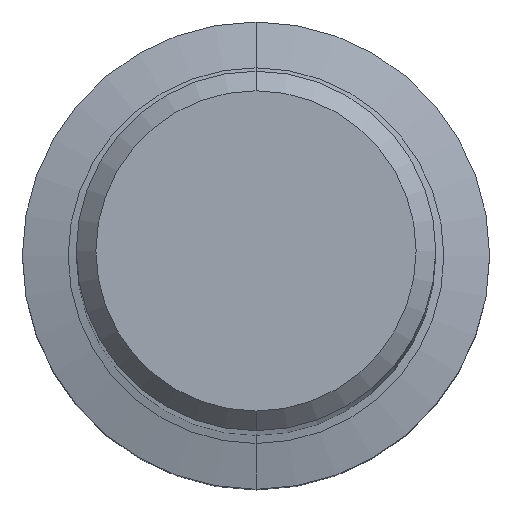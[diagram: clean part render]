
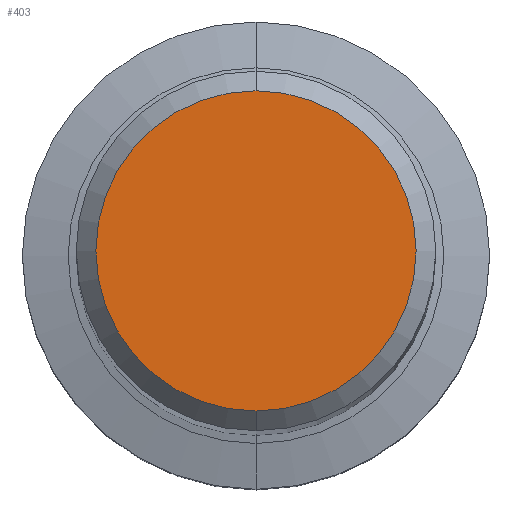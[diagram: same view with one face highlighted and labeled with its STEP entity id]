
A CAD part, top view. The second image highlights one B-rep face of the part: STEP entity #403.
In plain terms, the highlighted planar face has unit normal (0, 0, 1).
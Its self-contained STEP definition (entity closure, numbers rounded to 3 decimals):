
#219=EDGE_CURVE('',#369,#385,#576,.T.);
#369=VERTEX_POINT('',#745);
#385=VERTEX_POINT('',#761);
#403=ADVANCED_FACE('',(#781),#782,.T.);
#531=EDGE_CURVE('',#385,#369,#922,.T.);
#576=CIRCLE('',#980,4.9);
#745=CARTESIAN_POINT('',(0.0,4.9,0.0));
#761=CARTESIAN_POINT('',(0.,-4.9,0.0));
#781=FACE_OUTER_BOUND('',#1322,.T.);
#782=PLANE('',#1323);
#922=CIRCLE('',#1669,4.9);
#980=AXIS2_PLACEMENT_3D('',#1709,#1710,#1711);
#1322=EDGE_LOOP('',(#1949,#1950));
#1323=AXIS2_PLACEMENT_3D('',#1951,#1952,#1953);
#1669=AXIS2_PLACEMENT_3D('',#2095,#2096,#2097);
#1709=CARTESIAN_POINT('',(0.0,0.0,0.0));
#1710=DIRECTION('',(0.0,0.0,-1.0));
#1711=DIRECTION('',(0.0,1.0,0.0));
#1949=ORIENTED_EDGE('',*,*,#219,.F.);
#1950=ORIENTED_EDGE('',*,*,#531,.F.);
#1951=CARTESIAN_POINT('',(0.0,2.45,0.0));
#1952=DIRECTION('',(-0.0,0.0,1.0));
#1953=DIRECTION('',(0.0,-1.0,0.0));
#2095=CARTESIAN_POINT('',(0.0,0.0,0.0));
#2096=DIRECTION('',(0.0,0.0,-1.0));
#2097=DIRECTION('',(0.0,1.0,0.0));
